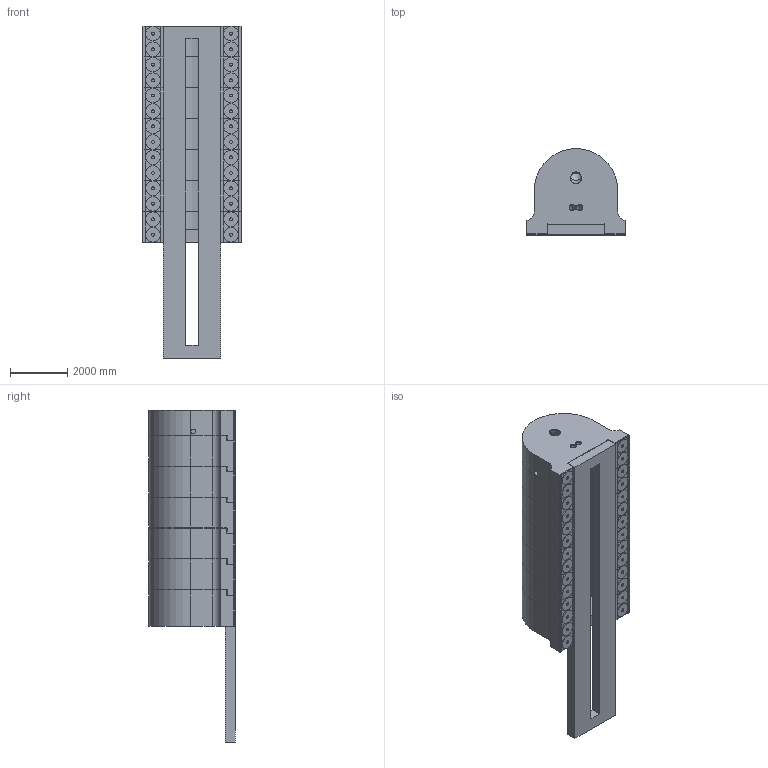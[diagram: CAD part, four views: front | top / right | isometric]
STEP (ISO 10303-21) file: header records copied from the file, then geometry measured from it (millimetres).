
FILE_DESCRIPTION (( 'STEP AP203' ), '1' );
FILE_NAME ('A100420 RADIATION SHIELDING ASSY.STEP', '2025-02-05T15:51:35', ( '' ), ( '' ), 'SwSTEP 2.0', 'SolidWorks 2023', '' );
FILE_SCHEMA (( 'CONFIG_CONTROL_DESIGN' ));
Length unit declared in the file: millimetre
Products named in the file (6): A100420 RADIATION SHIELDING ASSY; Catwalk^A100420; P100423; P100422; P100421; C100427
Assembly tree (22 placements, depth 2):
  A100420 RADIATION SHIELDING ASSY
    P100423
    P100422
    P100421  x5
    C100427  x14
    Catwalk^A100420
Bounding box: 3436.05 x 3014.1 x 11600 mm (x, y, z)
Volume: 35480482700.1 mm3; surface area: 367867842.2 mm2
Topology: 120 solids, 120 shells, 1188 faces, 2744 edges, 1794 vertices
Faces by surface type: plane 848, cylinder 286, torus 28, bspline 20, cone 6
Entity records: 12160 total; most frequent: CARTESIAN_POINT 2331, DIRECTION 1820, ORIENTED_EDGE 1792, EDGE_CURVE 896, LINE 646, VECTOR 646, AXIS2_PLACEMENT_3D 587, VERTEX_POINT 578
